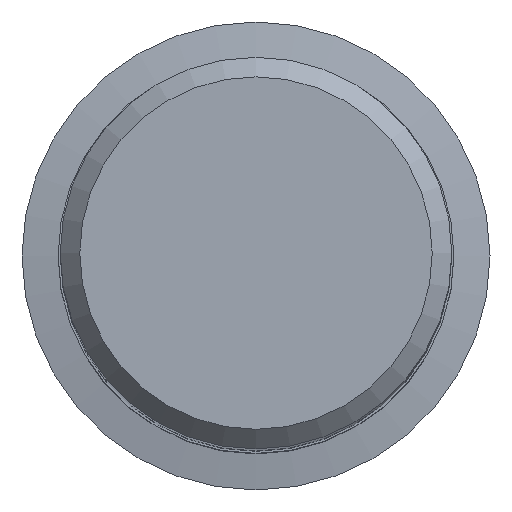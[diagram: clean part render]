
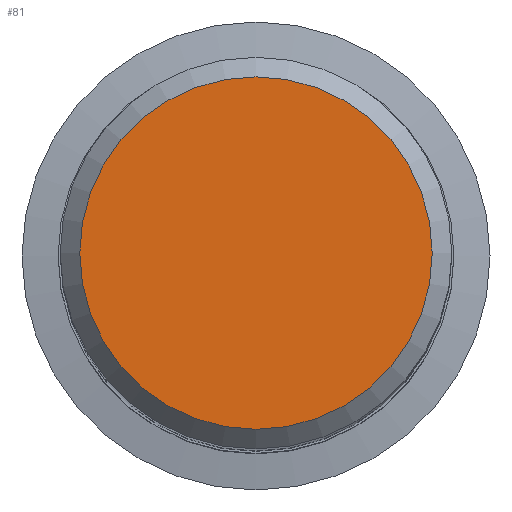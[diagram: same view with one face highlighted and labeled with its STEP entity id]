
A CAD part, top view. The second image highlights one B-rep face of the part: STEP entity #81.
In plain terms, the highlighted planar face has unit normal (0, 0, 1).
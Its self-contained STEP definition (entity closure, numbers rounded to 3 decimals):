
#81=ADVANCED_FACE('',(#100),#93,.T.);
#93=PLANE('',#217);
#100=FACE_OUTER_BOUND('',#110,.T.);
#110=EDGE_LOOP('',(#132));
#132=ORIENTED_EDGE('',*,*,#162,.F.);
#151=VERTEX_POINT('',#307);
#162=EDGE_CURVE('',#151,#151,#173,.T.);
#173=CIRCLE('',#216,12.6);
#216=AXIS2_PLACEMENT_3D('',#306,#256,#257);
#217=AXIS2_PLACEMENT_3D('',#308,#258,#259);
#256=DIRECTION('',(0.,0.,-1.));
#257=DIRECTION('',(0.,1.,0.));
#258=DIRECTION('',(0.,0.,1.));
#259=DIRECTION('',(0.,-1.,0.));
#306=CARTESIAN_POINT('',(0.,0.,69.));
#307=CARTESIAN_POINT('',(0.,12.6,69.));
#308=CARTESIAN_POINT('',(12.6,-12.6,69.));
